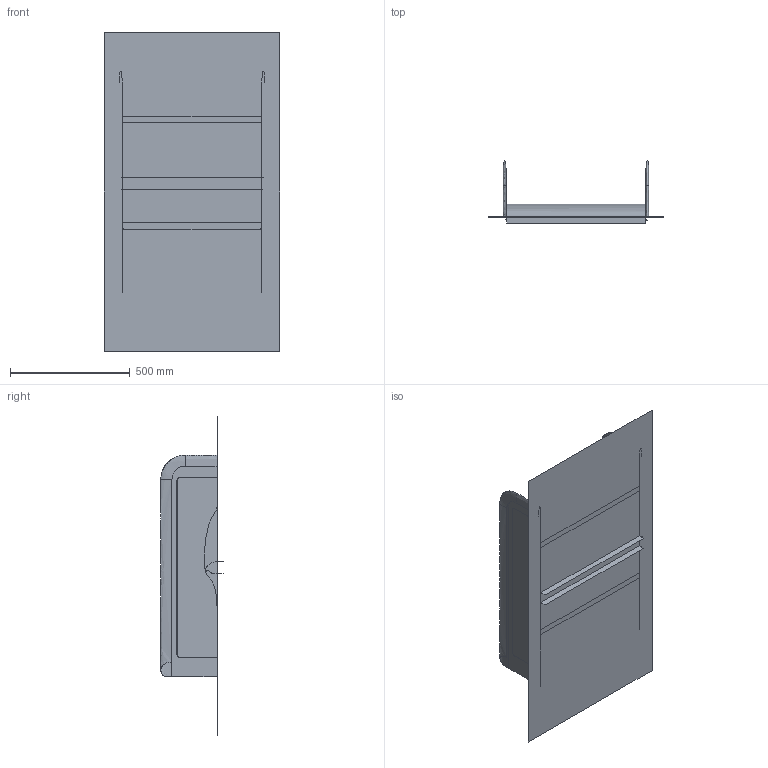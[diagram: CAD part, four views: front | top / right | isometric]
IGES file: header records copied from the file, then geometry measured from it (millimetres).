
Start section: Ideas-Freeform IGES Translation
Global section: file name: SimplifiedHumpGeom.igs; native system: SDRC Imageware 9; preprocessor: IGES PreProcessor 3.0; author: Carl Rogers, ; organization: SDRC; date: 1030314.095044; units: inch
Bounding box: 733.04 x 260.35 x 1334.01 mm (x, y, z)
Surface area: 1902486.4 mm2 (no closed solid volume)
Topology: 0 solids, 0 shells, 23 faces, 141 edges, 142 vertices
Faces by surface type: bspline 23
